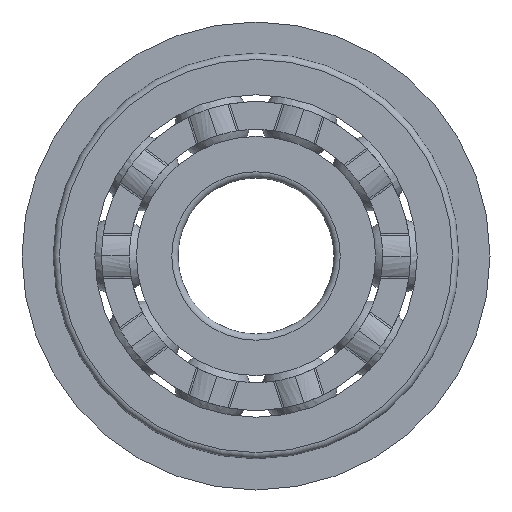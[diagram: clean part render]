
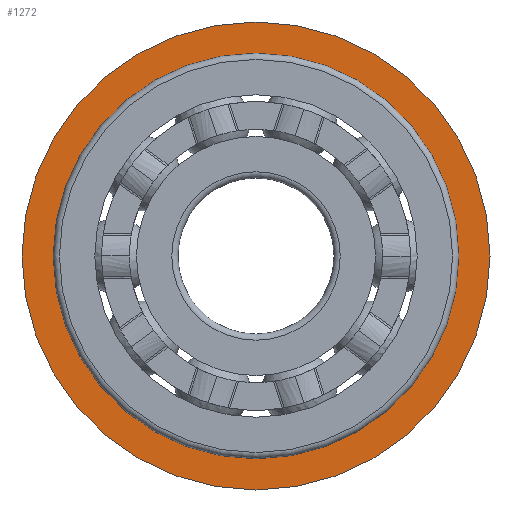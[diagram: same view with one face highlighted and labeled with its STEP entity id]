
A CAD part, left-side view. The second image highlights one B-rep face of the part: STEP entity #1272.
In plain terms, the highlighted planar face has unit normal (-1, 0, 0).
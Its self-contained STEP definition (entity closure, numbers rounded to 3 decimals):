
#235 = CIRCLE ( 'NONE', #1669, 6.5 ) ;
#240 = CIRCLE ( 'NONE', #1674, 7.5 ) ;
#340 = CARTESIAN_POINT ( 'NONE',  ( 1., 0., 0. ) ) ;
#347 = DIRECTION ( 'NONE',  ( -1., 0., 0. ) ) ;
#348 = DIRECTION ( 'NONE',  ( 0., 0., 1. ) ) ;
#355 = CARTESIAN_POINT ( 'NONE',  ( 1., 0., 0. ) ) ;
#362 = DIRECTION ( 'NONE',  ( -1., 0., 0. ) ) ;
#363 = DIRECTION ( 'NONE',  ( 0., 0., 1. ) ) ;
#472 = VERTEX_POINT ( 'NONE', #473 ) ;
#473 = CARTESIAN_POINT ( 'NONE',  ( 1., 0., 6.5 ) ) ;
#482 = VERTEX_POINT ( 'NONE', #483 ) ;
#483 = CARTESIAN_POINT ( 'NONE',  ( 1., 0., 7.5 ) ) ;
#1272 = ADVANCED_FACE ( 'NONE', ( #3355, #3358 ), #2616, .F. ) ;
#1598 = AXIS2_PLACEMENT_3D ( 'NONE', #2615, #2617, #2618 ) ;
#1669 = AXIS2_PLACEMENT_3D ( 'NONE', #340, #347, #348 ) ;
#1674 = AXIS2_PLACEMENT_3D ( 'NONE', #355, #362, #363 ) ;
#1754 = ORIENTED_EDGE ( 'NONE', *, *, #6720, .T. ) ;
#1755 = ORIENTED_EDGE ( 'NONE', *, *, #6715, .F. ) ;
#2615 = CARTESIAN_POINT ( 'NONE',  ( 1., 7.5, 0. ) ) ;
#2616 = PLANE ( 'NONE',  #1598 ) ;
#2617 = DIRECTION ( 'NONE',  ( 1., 0., 0. ) ) ;
#2618 = DIRECTION ( 'NONE',  ( 0., 0., -1. ) ) ;
#3189 = EDGE_LOOP ( 'NONE', ( #1755 ) ) ;
#3196 = EDGE_LOOP ( 'NONE', ( #1754 ) ) ;
#3355 = FACE_BOUND ( 'NONE', #3189, .T. ) ;
#3358 = FACE_OUTER_BOUND ( 'NONE', #3196, .T. ) ;
#6715 = EDGE_CURVE ( 'NONE', #472, #472, #235, .T. ) ;
#6720 = EDGE_CURVE ( 'NONE', #482, #482, #240, .T. ) ;
